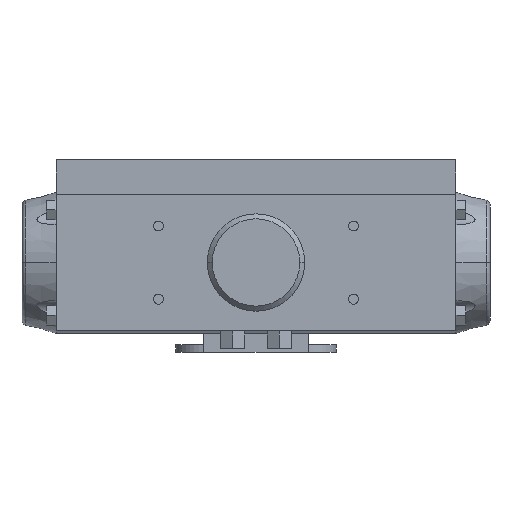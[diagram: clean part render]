
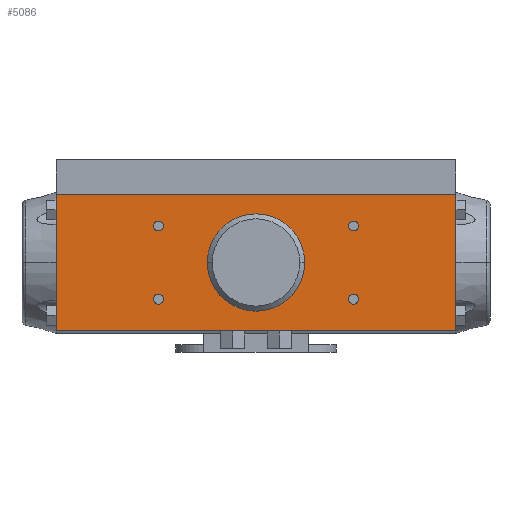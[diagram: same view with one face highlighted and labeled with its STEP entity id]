
A CAD part, top view. The second image highlights one B-rep face of the part: STEP entity #5086.
In plain terms, the highlighted planar face has unit normal (0, 0, 1).
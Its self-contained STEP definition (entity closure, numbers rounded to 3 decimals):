
#4653=CARTESIAN_POINT('POINT281',(81.915,-27.94,
   126.492));
#4654=VERTEX_POINT('VERTEX281',#4653);
#4657=CARTESIAN_POINT('POINT282',(-81.915,-27.94,126.492)
   );
#4658=VERTEX_POINT('VERTEX282',#4657);
#4659=CARTESIAN_POINT('POS495',(-81.915,-27.94,126.492));
#4660=DIRECTION('DIR700',(1.,0.,0.));
#4661=VECTOR('VEC290',#4660,25.4);
#4662=LINE('STRAIGHT290',#4659,#4661);
#4663=EDGE_CURVE('EDGE424',#4658,#4654,#4662,.T.);
#4712=CARTESIAN_POINT('POINT283',(-81.915,27.94,126.492))
   ;
#4713=VERTEX_POINT('VERTEX283',#4712);
#4714=CARTESIAN_POINT('POS496',(-81.915,27.94,126.492));
#4715=DIRECTION('DIR701',(0.,-1.,0.));
#4716=VECTOR('VEC291',#4715,25.4);
#4717=LINE('STRAIGHT291',#4714,#4716);
#4718=EDGE_CURVE('EDGE426',#4713,#4658,#4717,.T.);
#4742=CARTESIAN_POINT('POINT284',(81.915,27.94,
   126.492));
#4743=VERTEX_POINT('VERTEX284',#4742);
#4752=CARTESIAN_POINT('POS500',(-81.915,27.94,126.492));
#4753=DIRECTION('DIR706',(1.,0.,0.));
#4754=VECTOR('VEC294',#4753,25.4);
#4755=LINE('STRAIGHT294',#4752,#4754);
#4756=EDGE_CURVE('EDGE429',#4713,#4743,#4755,.T.);
#4814=CARTESIAN_POINT('POS502',(81.915,27.94,
   126.492));
#4815=DIRECTION('DIR709',(0.,1.,0.));
#4816=VECTOR('VEC295',#4815,25.4);
#4817=LINE('STRAIGHT295',#4814,#4816);
#4818=EDGE_CURVE('EDGE430',#4654,#4743,#4817,.T.);
#4831=CARTESIAN_POINT('POINT285',(37.973,14.986,126.492))
   ;
#4832=VERTEX_POINT('VERTEX285',#4831);
#4839=CARTESIAN_POINT('POINT286',(42.037,14.986,126.492))
   ;
#4840=VERTEX_POINT('VERTEX286',#4839);
#4841=CARTESIAN_POINT('POS505',(40.005,14.986,126.492));
#4842=DIRECTION('DIR713',(0.,0.,-1.));
#4843=DIRECTION('DIR714',(-1.,0.,0.));
#4844=AXIS2_PLACEMENT_3D('AXIS209',#4841,#4842,#4843);
#4845=CIRCLE('ELLIPSE62',#4844,2.032);
#4846=EDGE_CURVE('EDGE432',#4840,#4832,#4845,.T.);
#4866=EDGE_CURVE('EDGE434',#4832,#4840,#4845,.T.);
#4871=CARTESIAN_POINT('POINT287',(37.973,-14.986,126.492)
   );
#4872=VERTEX_POINT('VERTEX287',#4871);
#4879=CARTESIAN_POINT('POINT288',(42.037,-14.986,126.492)
   );
#4880=VERTEX_POINT('VERTEX288',#4879);
#4881=CARTESIAN_POINT('POS509',(40.005,-14.986,126.492));
#4882=DIRECTION('DIR719',(0.,0.,-1.));
#4883=DIRECTION('DIR720',(-1.,0.,0.));
#4884=AXIS2_PLACEMENT_3D('AXIS211',#4881,#4882,#4883);
#4885=CIRCLE('ELLIPSE63',#4884,2.032);
#4886=EDGE_CURVE('EDGE436',#4880,#4872,#4885,.T.);
#4906=EDGE_CURVE('EDGE438',#4872,#4880,#4885,.T.);
#4911=CARTESIAN_POINT('POINT289',(-42.037,14.986,126.492)
   );
#4912=VERTEX_POINT('VERTEX289',#4911);
#4919=CARTESIAN_POINT('POINT290',(-37.973,14.986,126.492)
   );
#4920=VERTEX_POINT('VERTEX290',#4919);
#4921=CARTESIAN_POINT('POS513',(-40.005,14.986,126.492));
#4922=DIRECTION('DIR725',(0.,0.,-1.));
#4923=DIRECTION('DIR726',(-1.,0.,0.));
#4924=AXIS2_PLACEMENT_3D('AXIS213',#4921,#4922,#4923);
#4925=CIRCLE('ELLIPSE64',#4924,2.032);
#4926=EDGE_CURVE('EDGE440',#4920,#4912,#4925,.T.);
#4946=EDGE_CURVE('EDGE442',#4912,#4920,#4925,.T.);
#4951=CARTESIAN_POINT('POINT291',(-42.037,-14.986,126.492
   ));
#4952=VERTEX_POINT('VERTEX291',#4951);
#4959=CARTESIAN_POINT('POINT292',(-37.973,-14.986,126.492
   ));
#4960=VERTEX_POINT('VERTEX292',#4959);
#4961=CARTESIAN_POINT('POS517',(-40.005,-14.986,126.492))
   ;
#4962=DIRECTION('DIR731',(0.,0.,-1.));
#4963=DIRECTION('DIR732',(-1.,0.,0.));
#4964=AXIS2_PLACEMENT_3D('AXIS215',#4961,#4962,#4963);
#4965=CIRCLE('ELLIPSE65',#4964,2.032);
#4966=EDGE_CURVE('EDGE444',#4960,#4952,#4965,.T.);
#4986=EDGE_CURVE('EDGE446',#4952,#4960,#4965,.T.);
#5044=ORIENTED_EDGE('COEDGE887',*,*,#4986,.T.);
#5045=ORIENTED_EDGE('COEDGE888',*,*,#4966,.T.);
#5046=EDGE_LOOP('NONE',(#5044,#5045));
#5047=FACE_BOUND('LOOP1',#5046,.T.);
#5048=ORIENTED_EDGE('COEDGE889',*,*,#4946,.T.);
#5049=ORIENTED_EDGE('COEDGE890',*,*,#4926,.T.);
#5050=EDGE_LOOP('NONE',(#5048,#5049));
#5051=FACE_BOUND('LOOP1',#5050,.T.);
#5052=ORIENTED_EDGE('COEDGE891',*,*,#4906,.T.);
#5053=ORIENTED_EDGE('COEDGE892',*,*,#4886,.T.);
#5054=EDGE_LOOP('NONE',(#5052,#5053));
#5055=FACE_BOUND('LOOP1',#5054,.T.);
#5056=ORIENTED_EDGE('COEDGE893',*,*,#4866,.T.);
#5057=ORIENTED_EDGE('COEDGE894',*,*,#4846,.T.);
#5058=EDGE_LOOP('NONE',(#5056,#5057));
#5059=FACE_BOUND('LOOP1',#5058,.T.);
#5060=CARTESIAN_POINT('POINT297',(19.939,0.,
   126.492));
#5061=VERTEX_POINT('VERTEX297',#5060);
#5062=CARTESIAN_POINT('POINT298',(-19.939,0.,126.492));
#5063=VERTEX_POINT('VERTEX298',#5062);
#5064=CARTESIAN_POINT('POS526',(0.,0.,126.492));
#5065=DIRECTION('DIR746',(0.,0.,-1.));
#5066=DIRECTION('DIR747',(-1.,0.,0.));
#5067=AXIS2_PLACEMENT_3D('AXIS221',#5064,#5065,#5066);
#5068=CIRCLE('ELLIPSE68',#5067,19.939);
#5069=EDGE_CURVE('EDGE452',#5061,#5063,#5068,.T.);
#5070=ORIENTED_EDGE('COEDGE895',*,*,#5069,.T.);
#5071=EDGE_CURVE('EDGE453',#5063,#5061,#5068,.T.);
#5072=ORIENTED_EDGE('COEDGE896',*,*,#5071,.T.);
#5073=EDGE_LOOP('NONE',(#5070,#5072));
#5074=FACE_BOUND('LOOP1',#5073,.T.);
#5075=ORIENTED_EDGE('COEDGE897',*,*,#4818,.T.);
#5076=ORIENTED_EDGE('COEDGE898',*,*,#4756,.F.);
#5077=ORIENTED_EDGE('COEDGE899',*,*,#4718,.T.);
#5078=ORIENTED_EDGE('COEDGE900',*,*,#4663,.T.);
#5079=EDGE_LOOP('NONE',(#5075,#5076,#5077,#5078));
#5080=FACE_BOUND('LOOP1',#5079,.T.);
#5081=CARTESIAN_POINT('POS527',(-81.915,-27.94,126.492));
#5082=DIRECTION('DIR748',(0.,0.,1.));
#5083=DIRECTION('DIR749',(1.,0.,0.));
#5084=AXIS2_PLACEMENT_3D('AXIS222',#5081,#5082,#5083);
#5085=PLANE('PLANE116',#5084);
#5086=ADVANCED_FACE('FACE185',(#5047,#5051,#5055,#5059,#5074,#5080),
   #5085,.T.);
